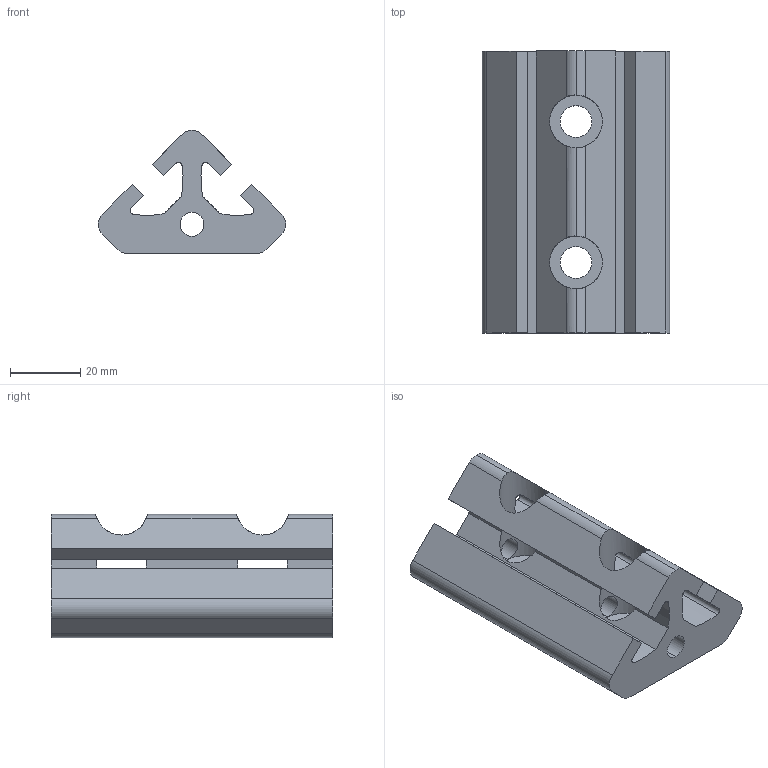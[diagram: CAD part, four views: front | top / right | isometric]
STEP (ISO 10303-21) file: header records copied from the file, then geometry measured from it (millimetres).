
FILE_DESCRIPTION (( 'STEP AP214' ), '1' );
FILE_NAME ('-72684571', '2019-02-04T10:20:57', ( '' ), ('JUGARD+KÜNSTNER GmbH'), 'SwSTEP 2.0', 'SolidWorks 2017', '' );
FILE_SCHEMA (( 'AUTOMOTIVE_DESIGN' ));
Length unit declared in the file: millimetre
Products named in the file (1): -72684571_CNAJF00
Bounding box: 53.22 x 80 x 34.94 mm (x, y, z)
Volume: 60121.4 mm3; surface area: 20777.6 mm2
Topology: 1 solids, 1 shells, 67 faces, 221 edges, 148 vertices
Faces by surface type: cylinder 46, plane 21
Entity records: 2889 total; most frequent: CARTESIAN_POINT 993, ORIENTED_EDGE 442, DIRECTION 339, EDGE_CURVE 221, VERTEX_POINT 148, AXIS2_PLACEMENT_3D 116, LINE 107, VECTOR 107
